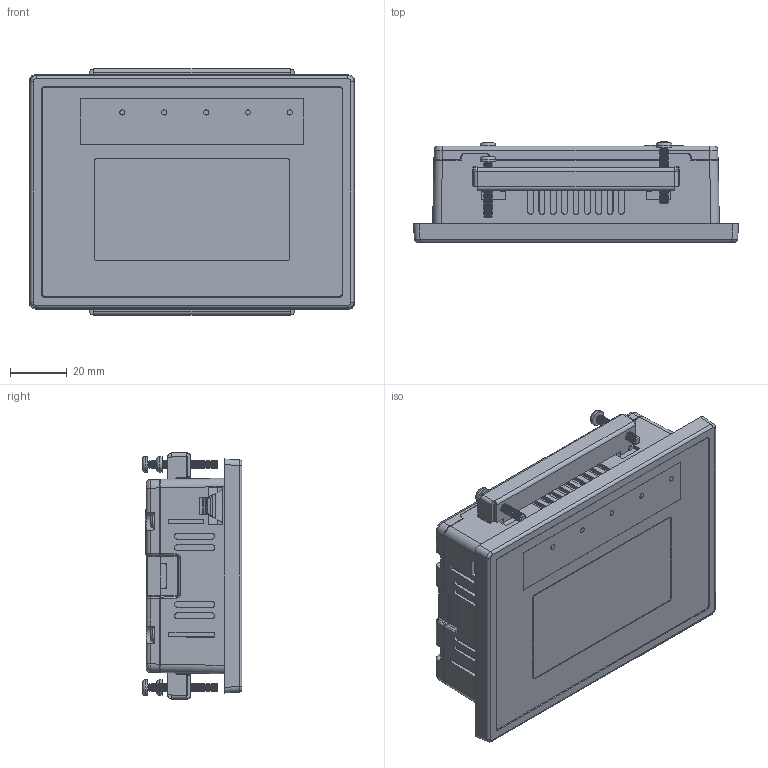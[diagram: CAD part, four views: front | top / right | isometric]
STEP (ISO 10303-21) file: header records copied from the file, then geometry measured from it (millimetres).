
FILE_DESCRIPTION (( 'STEP AP214' ), '1' );
FILE_NAME ('EA3-S3ML-RN.STEP', '2017-08-29T16:26:00', ( '' ), ( '' ), 'SwSTEP 2.0', 'SolidWorks 2017', '' );
FILE_SCHEMA (( 'AUTOMOTIVE_DESIGN' ));
Length unit declared in the file: inch
Products named in the file (1): EA3-S3ML-RN
Bounding box: 114.4 x 35.19 x 86.6 mm (x, y, z)
Volume: 241187.1 mm3; surface area: 47247.9 mm2
Topology: 1 solids, 10 shells, 1759 faces, 4572 edges, 2914 vertices
Faces by surface type: plane 1028, cone 376, cylinder 321, bspline 18, torus 8, sphere 8
Full cylindrical faces by diameter (mm): 1.8 x5, 2.2 x4, 3 x132, 3.1 x4, 4.5 x4, 5.5 x4
Entity records: 51645 total; most frequent: CARTESIAN_POINT 10725, ORIENTED_EDGE 8198, DIRECTION 8171, EDGE_CURVE 4099, LINE 2923, VECTOR 2923, VERTEX_POINT 2872, AXIS2_PLACEMENT_3D 2624
